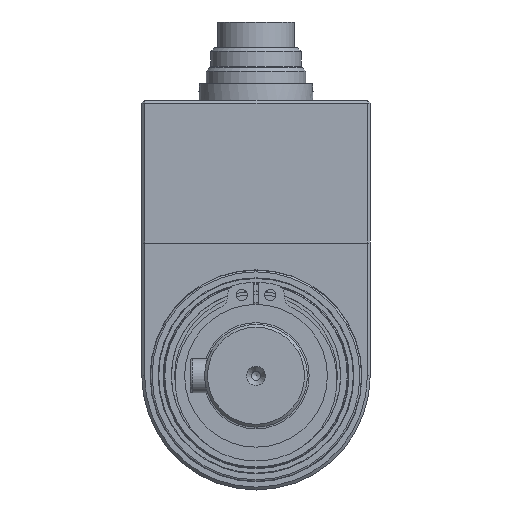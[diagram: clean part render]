
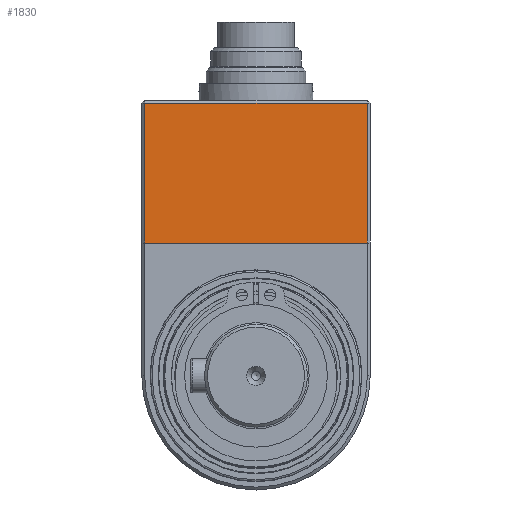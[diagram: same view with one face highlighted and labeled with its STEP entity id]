
A CAD part, left-side view. The second image highlights one B-rep face of the part: STEP entity #1830.
In plain terms, the highlighted planar face has unit normal (-1, 0, 0).
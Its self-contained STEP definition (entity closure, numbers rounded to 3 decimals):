
#1830 = ADVANCED_FACE( '', ( #3607 ), #3608, .F. );
#3607 = FACE_OUTER_BOUND( '', #5282, .T. );
#3608 = PLANE( '', #5283 );
#5282 = EDGE_LOOP( '', ( #8458, #8459, #8460, #8461 ) );
#5283 = AXIS2_PLACEMENT_3D( '', #8462, #8463, #8464 );
#8458 = ORIENTED_EDGE( '', *, *, #9781, .T. );
#8459 = ORIENTED_EDGE( '', *, *, #8770, .T. );
#8460 = ORIENTED_EDGE( '', *, *, #9361, .T. );
#8461 = ORIENTED_EDGE( '', *, *, #9563, .T. );
#8462 = CARTESIAN_POINT( '', ( -35.75, 20., 25. ) );
#8463 = DIRECTION( '', ( 1., 0., 0. ) );
#8464 = DIRECTION( '', ( 0., 0., -1. ) );
#8770 = EDGE_CURVE( '', #10040, #10045, #10047, .T. );
#9361 = EDGE_CURVE( '', #10045, #10977, #10978, .T. );
#9563 = EDGE_CURVE( '', #10977, #10966, #11266, .T. );
#9781 = EDGE_CURVE( '', #10966, #10040, #11532, .T. );
#10040 = VERTEX_POINT( '', #11829 );
#10045 = VERTEX_POINT( '', #11836 );
#10047 = LINE( '', #11839, #11840 );
#10966 = VERTEX_POINT( '', #13058 );
#10977 = VERTEX_POINT( '', #13072 );
#10978 = LINE( '', #13073, #13074 );
#11266 = LINE( '', #13421, #13422 );
#11532 = LINE( '', #13757, #13758 );
#11829 = CARTESIAN_POINT( '', ( -35.75, 19.5, 24.5 ) );
#11836 = CARTESIAN_POINT( '', ( -35.75, 19.5, 0. ) );
#11839 = CARTESIAN_POINT( '', ( -35.75, 19.5, 25. ) );
#11840 = VECTOR( '', #14017, 1000. );
#13058 = CARTESIAN_POINT( '', ( -35.75, -19.5, 24.5 ) );
#13072 = CARTESIAN_POINT( '', ( -35.75, -19.5, 0. ) );
#13073 = CARTESIAN_POINT( '', ( -35.75, 20., 0. ) );
#13074 = VECTOR( '', #14872, 1000. );
#13421 = CARTESIAN_POINT( '', ( -35.75, -19.5, 25. ) );
#13422 = VECTOR( '', #15133, 1000. );
#13757 = CARTESIAN_POINT( '', ( -35.75, 20., 24.5 ) );
#13758 = VECTOR( '', #15334, 1000. );
#14017 = DIRECTION( '', ( 0., 0., -1. ) );
#14872 = DIRECTION( '', ( 0., -1., 0. ) );
#15133 = DIRECTION( '', ( 0., 0., 1. ) );
#15334 = DIRECTION( '', ( 0., 1., 0. ) );
